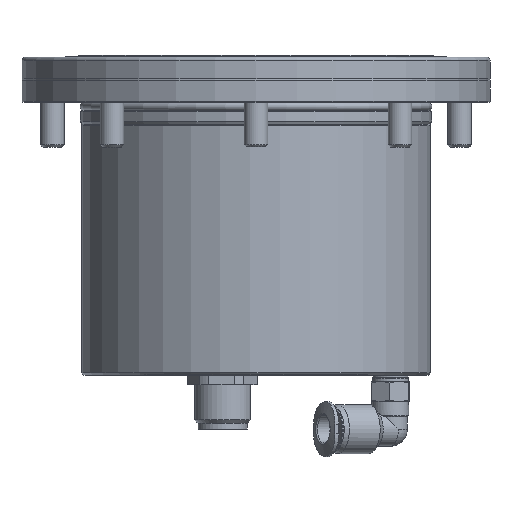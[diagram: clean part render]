
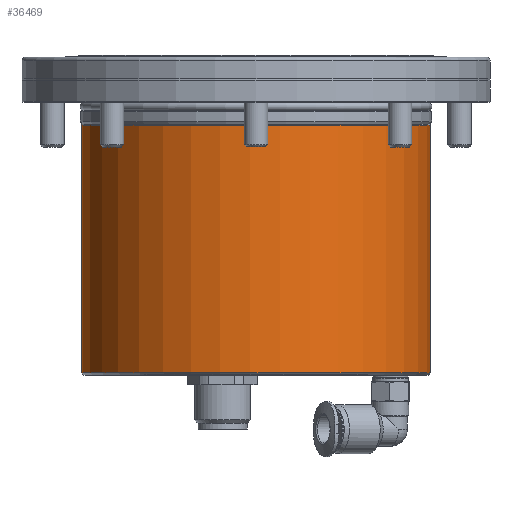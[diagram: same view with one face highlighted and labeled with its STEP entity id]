
A CAD part, top view. The second image highlights one B-rep face of the part: STEP entity #36469.
In plain terms, the highlighted cylindrical face has radius 37.3 mm (diameter 74.6 mm), a full revolution.
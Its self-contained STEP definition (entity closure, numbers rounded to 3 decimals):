
#9021 = DIRECTION ( 'NONE',  ( 0.469, 0., 0.883 ) ) ;
#14316 = CARTESIAN_POINT ( 'NONE',  ( 17.511, -14.9, 32.934 ) ) ;
#16004 = FACE_OUTER_BOUND ( 'NONE', #84596, .T. ) ;
#18459 = CARTESIAN_POINT ( 'NONE',  ( 0., -67.8, 0. ) ) ;
#22013 = EDGE_CURVE ( 'NONE', #53422, #53422, #70314, .T. ) ;
#23116 = CARTESIAN_POINT ( 'NONE',  ( 0., -14.9, 0. ) ) ;
#31408 = DIRECTION ( 'NONE',  ( 0.469, 0., 0.883 ) ) ;
#32739 = EDGE_LOOP ( 'NONE', ( #77276 ) ) ;
#36469 = ADVANCED_FACE ( 'NONE', ( #37353, #16004 ), #51273, .T. ) ;
#37353 = FACE_OUTER_BOUND ( 'NONE', #32739, .T. ) ;
#44947 = AXIS2_PLACEMENT_3D ( 'NONE', #23116, #58839, #31408 ) ;
#47942 = CIRCLE ( 'NONE', #44947, 37.3 ) ;
#51273 = CYLINDRICAL_SURFACE ( 'NONE', #88277, 37.3 ) ;
#52980 = CARTESIAN_POINT ( 'NONE',  ( -17.511, -67.8, -32.934 ) ) ;
#53422 = VERTEX_POINT ( 'NONE', #52980 ) ;
#58839 = DIRECTION ( 'NONE',  ( 0., 1., 0. ) ) ;
#63006 = AXIS2_PLACEMENT_3D ( 'NONE', #18459, #81615, #74642 ) ;
#70314 = CIRCLE ( 'NONE', #63006, 37.3 ) ;
#74642 = DIRECTION ( 'NONE',  ( -0.469, 0., -0.883 ) ) ;
#77276 = ORIENTED_EDGE ( 'NONE', *, *, #22013, .T. ) ;
#77944 = VERTEX_POINT ( 'NONE', #14316 ) ;
#81615 = DIRECTION ( 'NONE',  ( 0., 1., 0. ) ) ;
#82131 = ORIENTED_EDGE ( 'NONE', *, *, #90600, .F. ) ;
#84596 = EDGE_LOOP ( 'NONE', ( #82131 ) ) ;
#86668 = DIRECTION ( 'NONE',  ( 0., 1., 0. ) ) ;
#88009 = CARTESIAN_POINT ( 'NONE',  ( 0., -17.102, 0. ) ) ;
#88277 = AXIS2_PLACEMENT_3D ( 'NONE', #88009, #86668, #9021 ) ;
#90600 = EDGE_CURVE ( 'NONE', #77944, #77944, #47942, .T. ) ;
